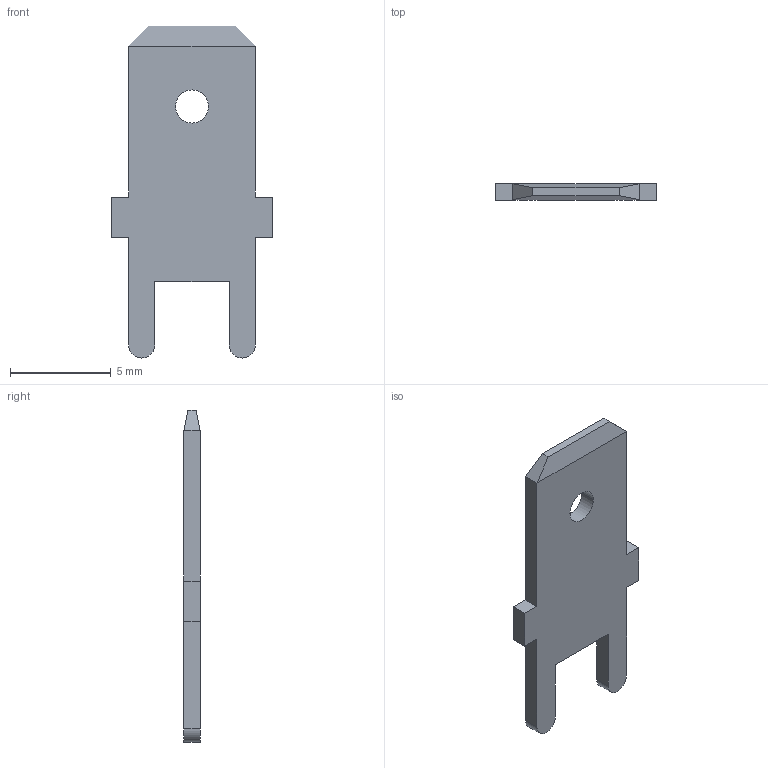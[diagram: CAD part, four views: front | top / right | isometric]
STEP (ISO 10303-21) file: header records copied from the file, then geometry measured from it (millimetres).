
FILE_DESCRIPTION((''),'2;1');
FILE_NAME('C-725964-2','2019-09-25T07:22:09',('workeradm'),('TE Connectivity Ltd.'),'CREO PARAMETRIC BY PTC INC, 2019030','CREO PARAMETRIC BY PTC INC, 2019030','');
FILE_SCHEMA(('AUTOMOTIVE_DESIGN { 1 0 10303 214 1 1 1 1 }'));
Length unit declared in the file: millimetre
Products named in the file (1): C-725964-2
Bounding box: 8 x 0.8 x 16.5 mm (x, y, z)
Volume: 70.8 mm3; surface area: 225.1 mm2
Topology: 1 solids, 1 shells, 24 faces, 63 edges, 42 vertices
Faces by surface type: plane 20, cylinder 4
Entity records: 792 total; most frequent: CARTESIAN_POINT 130, ORIENTED_EDGE 124, DIRECTION 121, EDGE_CURVE 62, VECTOR 55, LINE 55, VERTEX_POINT 40, AXIS2_PLACEMENT_3D 33
